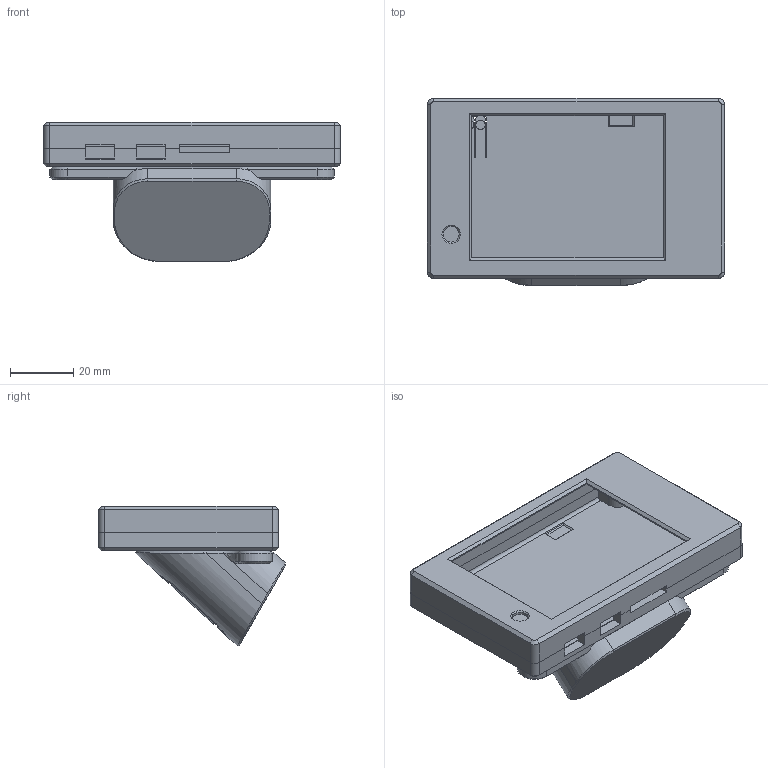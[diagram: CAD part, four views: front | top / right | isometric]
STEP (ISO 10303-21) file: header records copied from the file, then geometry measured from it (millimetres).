
FILE_DESCRIPTION(/* description */ (''),/* implementation_level */ '2;1');
FILE_NAME(/* name */ 'PrintableCYD_case.step',/* time_stamp */ '2025-05-15T14:22:02-04:00',/* author */ (''),/* organization */ (''),/* preprocessor_version */ 'ST-DEVELOPER v20.1',/* originating_system */ 'Autodesk Translation Framework v14.4.0.0',/* authorisation */ '');
FILE_SCHEMA (('AUTOMOTIVE_DESIGN { 1 0 10303 214 3 1 1 }'));
Length unit declared in the file: millimetre
Products named in the file (4): 2.4" screen case; 2.4" screen case stand v1; 2.4" screen case back v1; 2.4" screen case front v1
Assembly tree (3 placements, depth 2):
  2.4" screen case
    2.4" screen case stand v1
    2.4" screen case back v1
    2.4" screen case front v1
Bounding box: 94.1 x 59.25 x 44.17 mm (x, y, z)
Volume: 57543.9 mm3; surface area: 31400.8 mm2
Topology: 3 solids, 3 shells, 698 faces, 1763 edges, 1091 vertices
Faces by surface type: plane 425, bspline 148, cylinder 80, cone 41, torus 4
Full cylindrical faces by diameter (mm): 2.969 x2, 3 x4, 3.2 x6, 5 x1, 6 x6, 6.1 x2
Entity records: 23813 total; most frequent: CARTESIAN_POINT 7852, ORIENTED_EDGE 3524, DIRECTION 2828, EDGE_CURVE 1762, LINE 1202, VECTOR 1202, VERTEX_POINT 1091, AXIS2_PLACEMENT_3D 813
